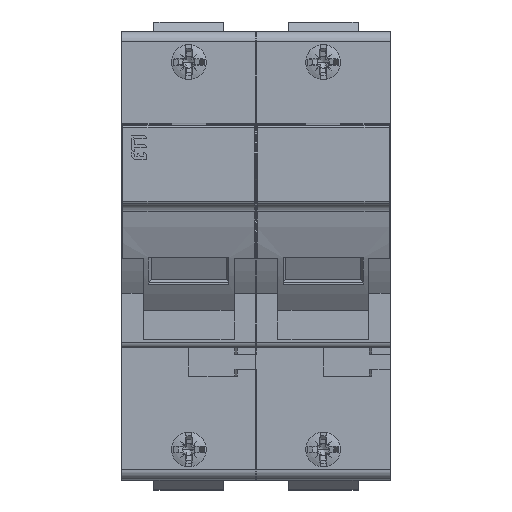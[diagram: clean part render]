
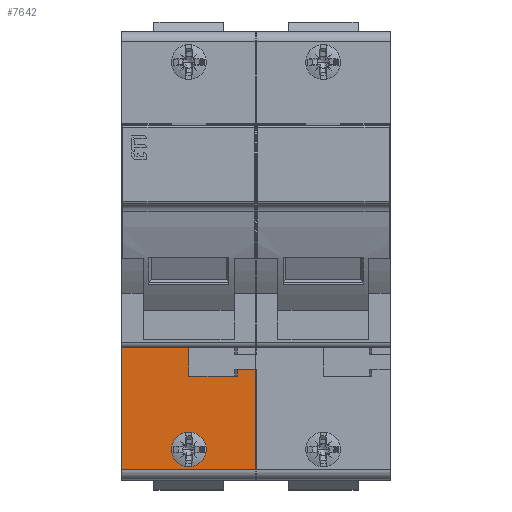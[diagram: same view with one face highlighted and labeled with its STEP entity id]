
A CAD part, top view. The second image highlights one B-rep face of the part: STEP entity #7642.
In plain terms, the highlighted planar face has unit normal (0, 0, 1).
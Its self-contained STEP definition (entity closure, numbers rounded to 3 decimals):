
#263=DIRECTION('',(0.,-1.,0.));
#264=VECTOR('',#263,24.6);
#265=CARTESIAN_POINT('',(0.,-40.2,43.5));
#266=LINE('',#265,#264);
#1237=DIRECTION('',(1.,0.,0.));
#1238=VECTOR('',#1237,27.);
#1239=CARTESIAN_POINT('',(0.,-64.8,43.5));
#1240=LINE('',#1239,#1238);
#1251=DIRECTION('',(1.,0.,0.));
#1252=VECTOR('',#1251,3.75);
#1253=CARTESIAN_POINT('',(23.25,-44.6,43.5));
#1254=LINE('',#1253,#1252);
#1258=CARTESIAN_POINT('',(13.5,-60.7,43.5));
#1259=DIRECTION('',(0.,0.,1.));
#1260=DIRECTION('',(0.,1.,0.));
#1261=AXIS2_PLACEMENT_3D('',#1258,#1259,#1260);
#1266=CARTESIAN_POINT('',(13.5,-60.7,43.5));
#1267=DIRECTION('',(0.,0.,1.));
#1268=DIRECTION('',(0.,-1.,0.));
#1269=AXIS2_PLACEMENT_3D('',#1266,#1267,#1268);
#1274=DIRECTION('',(0.,1.,0.));
#1275=VECTOR('',#1274,5.8);
#1276=CARTESIAN_POINT('',(13.5,-46.,43.5));
#1277=LINE('',#1276,#1275);
#1295=DIRECTION('',(-1.,0.,0.));
#1296=VECTOR('',#1295,13.5);
#1297=CARTESIAN_POINT('',(13.5,-40.2,43.5));
#1298=LINE('',#1297,#1296);
#2213=DIRECTION('',(0.,1.,0.));
#2214=VECTOR('',#2213,20.2);
#2215=CARTESIAN_POINT('',(27.,-64.8,43.5));
#2216=LINE('',#2215,#2214);
#3895=DIRECTION('',(0.,-1.,0.));
#3896=VECTOR('',#3895,1.4);
#3897=CARTESIAN_POINT('',(23.25,-44.6,43.5));
#3898=LINE('',#3897,#3896);
#3923=DIRECTION('',(-1.,0.,0.));
#3924=VECTOR('',#3923,9.75);
#3925=CARTESIAN_POINT('',(23.25,-46.,43.5));
#3926=LINE('',#3925,#3924);
#5884=CARTESIAN_POINT('',(0.,-40.2,43.5));
#5885=VERTEX_POINT('',#5884);
#5886=CARTESIAN_POINT('',(0.,-64.8,43.5));
#5887=VERTEX_POINT('',#5886);
#6292=CARTESIAN_POINT('',(27.,-64.8,43.5));
#6293=VERTEX_POINT('',#6292);
#6294=CARTESIAN_POINT('',(13.5,-46.,43.5));
#6295=CARTESIAN_POINT('',(13.5,-40.2,43.5));
#6296=VERTEX_POINT('',#6294);
#6297=VERTEX_POINT('',#6295);
#6298=CARTESIAN_POINT('',(23.25,-46.,43.5));
#6299=VERTEX_POINT('',#6298);
#6300=CARTESIAN_POINT('',(23.25,-44.6,43.5));
#6301=VERTEX_POINT('',#6300);
#6302=CARTESIAN_POINT('',(27.,-44.6,43.5));
#6303=VERTEX_POINT('',#6302);
#6304=CARTESIAN_POINT('',(13.5,-57.2,43.5));
#6305=CARTESIAN_POINT('',(13.5,-64.2,43.5));
#6306=VERTEX_POINT('',#6304);
#6307=VERTEX_POINT('',#6305);
#7615=CARTESIAN_POINT('',(13.5,-40.2,43.5));
#7616=DIRECTION('',(0.,0.,1.));
#7617=DIRECTION('',(0.,-1.,0.));
#7618=AXIS2_PLACEMENT_3D('',#7615,#7616,#7617);
#7619=PLANE('',#7618);
#7621=ORIENTED_EDGE('',*,*,#7620,.F.);
#7623=ORIENTED_EDGE('',*,*,#7622,.F.);
#7625=ORIENTED_EDGE('',*,*,#7624,.F.);
#7627=ORIENTED_EDGE('',*,*,#7626,.T.);
#7629=ORIENTED_EDGE('',*,*,#7628,.F.);
#7630=ORIENTED_EDGE('',*,*,#7606,.F.);
#7631=ORIENTED_EDGE('',*,*,#6967,.F.);
#7633=ORIENTED_EDGE('',*,*,#7632,.F.);
#7634=EDGE_LOOP('',(#7621,#7623,#7625,#7627,#7629,#7630,#7631,#7633));
#7635=FACE_OUTER_BOUND('',#7634,.F.);
#7637=ORIENTED_EDGE('',*,*,#7636,.T.);
#7639=ORIENTED_EDGE('',*,*,#7638,.T.);
#7640=EDGE_LOOP('',(#7637,#7639));
#7641=FACE_BOUND('',#7640,.F.);
#1262=CIRCLE('',#1261,3.5);
#1270=CIRCLE('',#1269,3.5);
#6967=EDGE_CURVE('',#5885,#5887,#266,.T.);
#7606=EDGE_CURVE('',#5887,#6293,#1240,.T.);
#7620=EDGE_CURVE('',#6296,#6297,#1277,.T.);
#7622=EDGE_CURVE('',#6299,#6296,#3926,.T.);
#7624=EDGE_CURVE('',#6301,#6299,#3898,.T.);
#7626=EDGE_CURVE('',#6301,#6303,#1254,.T.);
#7628=EDGE_CURVE('',#6293,#6303,#2216,.T.);
#7632=EDGE_CURVE('',#6297,#5885,#1298,.T.);
#7636=EDGE_CURVE('',#6306,#6307,#1262,.T.);
#7638=EDGE_CURVE('',#6307,#6306,#1270,.T.);
#7642=ADVANCED_FACE('',(#7635,#7641),#7619,.T.);
